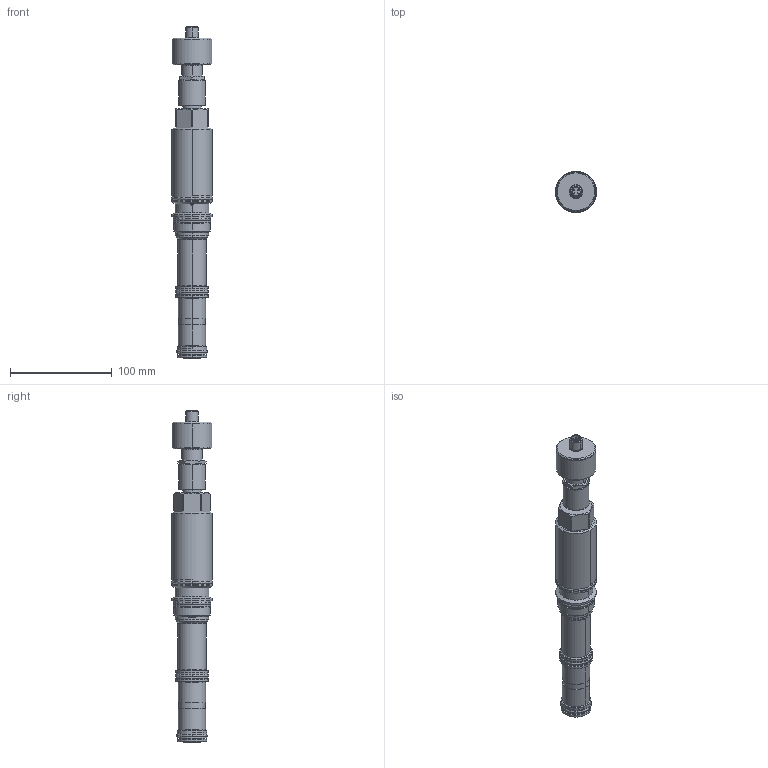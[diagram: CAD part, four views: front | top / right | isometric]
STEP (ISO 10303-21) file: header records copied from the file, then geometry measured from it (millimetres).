
FILE_DESCRIPTION((''),'2;1');
FILE_NAME('FTFAZ-CN_PRT','2013-07-08T',('Administrator'),(''),'PRO/ENGINEER BY PARAMETRIC TECHNOLOGY CORPORATION, 2006240','PRO/ENGINEER BY PARAMETRIC TECHNOLOGY CORPORATION, 2006240','');
FILE_SCHEMA(('CONFIG_CONTROL_DESIGN'));
Length unit declared in the file: inch
Products named in the file (1): FTFAZ-CN_PRT
Bounding box: 40.35 x 40.35 x 325.75 mm (x, y, z)
Volume: 253411.7 mm3; surface area: 52510.4 mm2
Topology: 5 solids, 7 shells, 364 faces, 804 edges, 492 vertices
Faces by surface type: cylinder 138, plane 90, cone 76, torus 44, revolution 16
Entity records: 11659 total; most frequent: CARTESIAN_POINT 3345, DIRECTION 1896, ORIENTED_EDGE 1608, AXIS2_PLACEMENT_3D 814, EDGE_CURVE 804, VERTEX_POINT 492, CIRCLE 466, EDGE_LOOP 412
